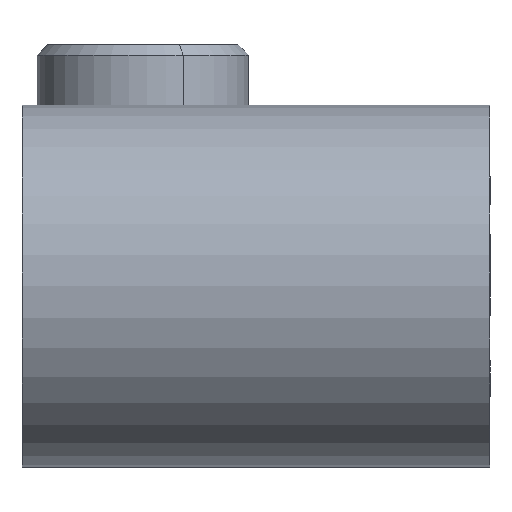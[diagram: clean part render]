
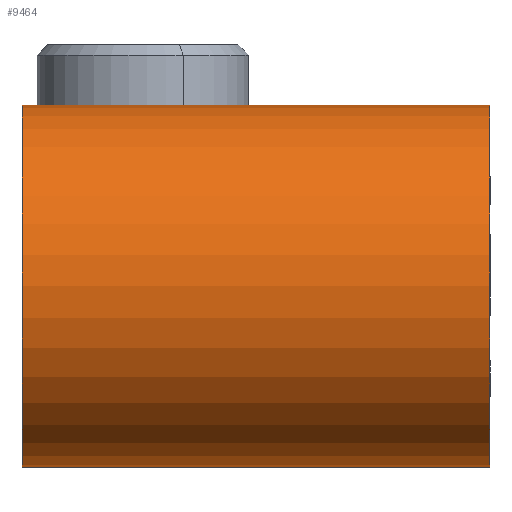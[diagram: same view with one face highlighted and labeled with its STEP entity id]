
A CAD part, left-side view. The second image highlights one B-rep face of the part: STEP entity #9464.
In plain terms, the highlighted cylindrical face has radius 6 mm (diameter 12 mm), a partial arc.
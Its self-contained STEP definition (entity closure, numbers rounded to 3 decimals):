
#104 = VERTEX_POINT ( 'NONE', #3123 ) ;
#151 = LINE ( 'NONE', #4657, #3175 ) ;
#280 = AXIS2_PLACEMENT_3D ( 'NONE', #8514, #9282, #303 ) ;
#303 = DIRECTION ( 'NONE',  ( 0., 0., -1. ) ) ;
#371 = CYLINDRICAL_SURFACE ( 'NONE', #280, 6. ) ;
#879 = LINE ( 'NONE', #6849, #7244 ) ;
#975 = ORIENTED_EDGE ( 'NONE', *, *, #5601, .T. ) ;
#1449 = CARTESIAN_POINT ( 'NONE',  ( 0., 0., -6. ) ) ;
#1671 = DIRECTION ( 'NONE',  ( 0., -1., 0. ) ) ;
#2106 = LINE ( 'NONE', #2508, #8411 ) ;
#2295 = CARTESIAN_POINT ( 'NONE',  ( 0., 8., -6. ) ) ;
#2400 = EDGE_CURVE ( 'NONE', #5043, #9077, #8444, .T. ) ;
#2487 = EDGE_LOOP ( 'NONE', ( #4076, #3631, #975, #9193, #6741, #5574, #7446, #3910 ) ) ;
#2508 = CARTESIAN_POINT ( 'NONE',  ( 0., 8., -6. ) ) ;
#2643 = DIRECTION ( 'NONE',  ( 0., 0., 1. ) ) ;
#2673 = LINE ( 'NONE', #9071, #4314 ) ;
#3123 = CARTESIAN_POINT ( 'NONE',  ( 0., 8., 6. ) ) ;
#3175 = VECTOR ( 'NONE', #5378, 1000. ) ;
#3426 = DIRECTION ( 'NONE',  ( 0., 1., 0. ) ) ;
#3482 = VERTEX_POINT ( 'NONE', #1449 ) ;
#3631 = ORIENTED_EDGE ( 'NONE', *, *, #3911, .F. ) ;
#3761 = DIRECTION ( 'NONE',  ( 0., 0., -1. ) ) ;
#3910 = ORIENTED_EDGE ( 'NONE', *, *, #8043, .T. ) ;
#3911 = EDGE_CURVE ( 'NONE', #5433, #104, #4739, .T. ) ;
#4076 = ORIENTED_EDGE ( 'NONE', *, *, #9252, .F. ) ;
#4314 = VECTOR ( 'NONE', #8350, 1000. ) ;
#4367 = DIRECTION ( 'NONE',  ( 0., -1., 0. ) ) ;
#4478 = DIRECTION ( 'NONE',  ( 0., -1., 0. ) ) ;
#4510 = CARTESIAN_POINT ( 'NONE',  ( 0., -7.5, 6. ) ) ;
#4657 = CARTESIAN_POINT ( 'NONE',  ( 0., 8., 6. ) ) ;
#4739 = CIRCLE ( 'NONE', #7556, 6. ) ;
#4801 = DIRECTION ( 'NONE',  ( 0., -1., 0. ) ) ;
#5012 = VECTOR ( 'NONE', #4801, 1000. ) ;
#5043 = VERTEX_POINT ( 'NONE', #4510 ) ;
#5150 = EDGE_CURVE ( 'NONE', #9188, #3482, #2673, .T. ) ;
#5282 = CARTESIAN_POINT ( 'NONE',  ( 0., -1., -6. ) ) ;
#5325 = EDGE_CURVE ( 'NONE', #9188, #9077, #2106, .T. ) ;
#5378 = DIRECTION ( 'NONE',  ( 0., -1., 0. ) ) ;
#5433 = VERTEX_POINT ( 'NONE', #2295 ) ;
#5574 = ORIENTED_EDGE ( 'NONE', *, *, #2400, .F. ) ;
#5601 = EDGE_CURVE ( 'NONE', #5433, #3482, #7003, .T. ) ;
#5905 = EDGE_CURVE ( 'NONE', #6514, #5043, #8996, .T. ) ;
#6110 = AXIS2_PLACEMENT_3D ( 'NONE', #6760, #4478, #3761 ) ;
#6514 = VERTEX_POINT ( 'NONE', #6616 ) ;
#6616 = CARTESIAN_POINT ( 'NONE',  ( 0., -1., 6. ) ) ;
#6741 = ORIENTED_EDGE ( 'NONE', *, *, #5325, .T. ) ;
#6760 = CARTESIAN_POINT ( 'NONE',  ( 0., -7.5, 0. ) ) ;
#6840 = CARTESIAN_POINT ( 'NONE',  ( 0., 0., 6. ) ) ;
#6849 = CARTESIAN_POINT ( 'NONE',  ( 0., -1., 6. ) ) ;
#7003 = LINE ( 'NONE', #8538, #5012 ) ;
#7244 = VECTOR ( 'NONE', #7616, 1000. ) ;
#7446 = ORIENTED_EDGE ( 'NONE', *, *, #5905, .F. ) ;
#7510 = FACE_OUTER_BOUND ( 'NONE', #2487, .T. ) ;
#7556 = AXIS2_PLACEMENT_3D ( 'NONE', #7857, #3426, #2643 ) ;
#7616 = DIRECTION ( 'NONE',  ( 0., 1., 0. ) ) ;
#7709 = VECTOR ( 'NONE', #4367, 1000. ) ;
#7857 = CARTESIAN_POINT ( 'NONE',  ( 0., 8., 0. ) ) ;
#8043 = EDGE_CURVE ( 'NONE', #6514, #9671, #879, .T. ) ;
#8331 = CARTESIAN_POINT ( 'NONE',  ( 0., -7.5, -6. ) ) ;
#8350 = DIRECTION ( 'NONE',  ( 0., 1., 0. ) ) ;
#8411 = VECTOR ( 'NONE', #1671, 1000. ) ;
#8444 = CIRCLE ( 'NONE', #6110, 6. ) ;
#8514 = CARTESIAN_POINT ( 'NONE',  ( 0., 8., 0. ) ) ;
#8538 = CARTESIAN_POINT ( 'NONE',  ( 0., 8., -6. ) ) ;
#8996 = LINE ( 'NONE', #9621, #7709 ) ;
#9071 = CARTESIAN_POINT ( 'NONE',  ( 0., -1., -6. ) ) ;
#9077 = VERTEX_POINT ( 'NONE', #8331 ) ;
#9188 = VERTEX_POINT ( 'NONE', #5282 ) ;
#9193 = ORIENTED_EDGE ( 'NONE', *, *, #5150, .F. ) ;
#9252 = EDGE_CURVE ( 'NONE', #104, #9671, #151, .T. ) ;
#9282 = DIRECTION ( 'NONE',  ( 0., -1., 0. ) ) ;
#9464 = ADVANCED_FACE ( 'NONE', ( #7510 ), #371, .T. ) ;
#9621 = CARTESIAN_POINT ( 'NONE',  ( 0., 8., 6. ) ) ;
#9671 = VERTEX_POINT ( 'NONE', #6840 ) ;
